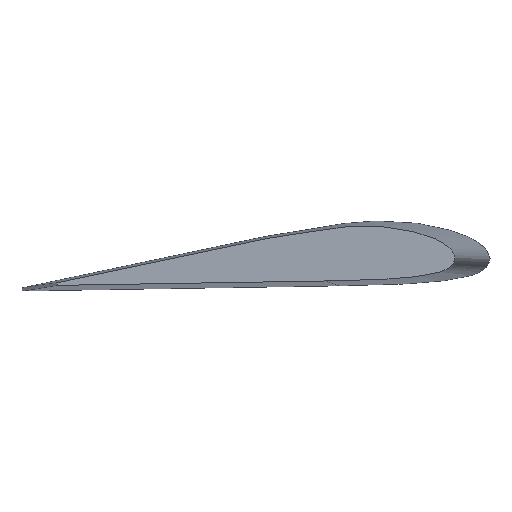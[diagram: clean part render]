
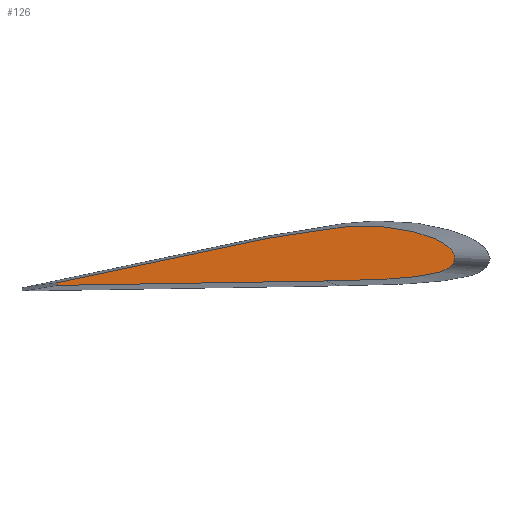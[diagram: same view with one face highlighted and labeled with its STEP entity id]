
A CAD part, left-side view. The second image highlights one B-rep face of the part: STEP entity #126.
In plain terms, the highlighted planar face has unit normal (-1, 0, 0).
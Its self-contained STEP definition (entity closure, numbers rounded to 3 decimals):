
#27=CARTESIAN_POINT('',(-950.,0.,0.));
#28=DIRECTION('',(-1.,0.,0.));
#29=DIRECTION('',(0.,1.,0.));
#30=AXIS2_PLACEMENT_3D('',#27,#28,#29);
#31=PLANE('',#30);
#32=CARTESIAN_POINT('',(-950.,18.988,15.4));
#33=VERTEX_POINT('',#32);
#34=CARTESIAN_POINT('',(-950.,110.788,24.75));
#35=VERTEX_POINT('',#34);
#36=CARTESIAN_POINT('',(-950.,18.988,15.4));
#37=CARTESIAN_POINT('',(-950.,19.303,17.974));
#38=CARTESIAN_POINT('',(-950.,21.686,20.343));
#39=CARTESIAN_POINT('',(-950.,22.878,21.527));
#40=CARTESIAN_POINT('',(-950.,24.586,22.659));
#41=CARTESIAN_POINT('',(-950.,24.896,22.865));
#42=CARTESIAN_POINT('',(-950.,25.171,23.035));
#43=CARTESIAN_POINT('',(-950.,25.773,23.409));
#44=CARTESIAN_POINT('',(-950.,26.454,23.772));
#45=CARTESIAN_POINT('',(-950.,27.477,24.318));
#46=CARTESIAN_POINT('',(-950.,28.678,24.84));
#47=CARTESIAN_POINT('',(-950.,33.484,26.928));
#48=CARTESIAN_POINT('',(-950.,41.148,28.644));
#49=CARTESIAN_POINT('',(-950.,43.292,29.124));
#50=CARTESIAN_POINT('',(-950.,45.113,29.457));
#51=CARTESIAN_POINT('',(-950.,47.128,29.827));
#52=CARTESIAN_POINT('',(-950.,49.185,30.109));
#53=CARTESIAN_POINT('',(-950.,53.299,30.675));
#54=CARTESIAN_POINT('',(-950.,57.578,30.894));
#55=CARTESIAN_POINT('',(-950.,66.138,31.334));
#56=CARTESIAN_POINT('',(-950.,75.363,30.391));
#57=CARTESIAN_POINT('',(-950.,79.976,29.92));
#58=CARTESIAN_POINT('',(-950.,84.754,29.102));
#59=CARTESIAN_POINT('',(-950.,85.147,29.035));
#60=CARTESIAN_POINT('',(-950.,87.595,28.601));
#61=CARTESIAN_POINT('',(-950.,88.519,28.437));
#62=CARTESIAN_POINT('',(-950.,89.406,28.28));
#63=CARTESIAN_POINT('',(-950.,91.624,27.888));
#64=CARTESIAN_POINT('',(-950.,93.612,27.539));
#65=CARTESIAN_POINT('',(-950.,109.52,24.75));
#66=CARTESIAN_POINT('',(-950.,110.788,24.75));
#67=B_SPLINE_CURVE_WITH_KNOTS('',2,(#36,#37,#38,#39,#40,#41,#42,#43,#44,#45,#46,#47,#48,#49,#50,#51,#52,#53,#54,#55,#56,#57,#58,#59,#60,#61,
#62,#63,#64,#65,#66),.UNSPECIFIED.,.F.,.F.,(3,2,2,2,2,2,2,2,2,2,2,2,2,2,2,3),(0.,0.125,0.188,0.198,0.219,0.25,0.375,0.406,0.438,0.5,0.625,0.688,0.706,0.719,0.75,1.),.UNSPECIFIED.);
#68=EDGE_CURVE('',#33,#35,#67,.T.);
#69=ORIENTED_EDGE('',*,*,#68,.T.);
#70=CARTESIAN_POINT('',(-950.,211.513,3.5));
#71=VERTEX_POINT('',#70);
#72=CARTESIAN_POINT('',(-950.,110.788,24.75));
#73=DIRECTION('',(-0.,0.978,-0.206));
#74=VECTOR('',#73,102.942);
#75=LINE('',#72,#74);
#76=EDGE_CURVE('',#35,#71,#75,.T.);
#77=ORIENTED_EDGE('',*,*,#76,.T.);
#78=CARTESIAN_POINT('',(-950.,211.513,2.225));
#79=VERTEX_POINT('',#78);
#80=CARTESIAN_POINT('',(-950.,211.513,3.5));
#81=DIRECTION('',(-0.,-0.,-1.));
#82=VECTOR('',#81,1.275);
#83=LINE('',#80,#82);
#84=EDGE_CURVE('',#71,#79,#83,.T.);
#85=ORIENTED_EDGE('',*,*,#84,.T.);
#86=CARTESIAN_POINT('',(-950.,81.038,4.35));
#87=VERTEX_POINT('',#86);
#88=CARTESIAN_POINT('',(-950.,211.513,2.225));
#89=DIRECTION('',(-0.,-1.,0.016));
#90=VECTOR('',#89,130.492);
#91=LINE('',#88,#90);
#92=EDGE_CURVE('',#79,#87,#91,.T.);
#93=ORIENTED_EDGE('',*,*,#92,.T.);
#94=CARTESIAN_POINT('',(-950.,81.038,4.35));
#95=CARTESIAN_POINT('',(-950.,77.739,4.35));
#96=CARTESIAN_POINT('',(-950.,74.108,4.433));
#97=CARTESIAN_POINT('',(-950.,72.292,4.475));
#98=CARTESIAN_POINT('',(-950.,70.394,4.537));
#99=CARTESIAN_POINT('',(-950.,68.862,4.588));
#100=CARTESIAN_POINT('',(-950.,66.513,4.683));
#101=CARTESIAN_POINT('',(-950.,62.561,4.843));
#102=CARTESIAN_POINT('',(-950.,58.484,4.979));
#103=CARTESIAN_POINT('',(-950.,56.445,5.048));
#104=CARTESIAN_POINT('',(-950.,54.375,5.11));
#105=CARTESIAN_POINT('',(-950.,53.116,5.148));
#106=CARTESIAN_POINT('',(-950.,52.296,5.171));
#107=CARTESIAN_POINT('',(-950.,51.774,5.186));
#108=CARTESIAN_POINT('',(-950.,51.251,5.201));
#109=CARTESIAN_POINT('',(-950.,50.727,5.216));
#110=CARTESIAN_POINT('',(-950.,50.193,5.237));
#111=CARTESIAN_POINT('',(-950.,45.917,5.409));
#112=CARTESIAN_POINT('',(-950.,40.96,6.011));
#113=CARTESIAN_POINT('',(-950.,38.481,6.313));
#114=CARTESIAN_POINT('',(-950.,35.832,6.722));
#115=CARTESIAN_POINT('',(-950.,34.507,6.926));
#116=CARTESIAN_POINT('',(-950.,33.141,7.157));
#117=CARTESIAN_POINT('',(-950.,31.281,7.472));
#118=CARTESIAN_POINT('',(-950.,30.377,7.649));
#119=CARTESIAN_POINT('',(-950.,19.521,9.773));
#120=CARTESIAN_POINT('',(-950.,18.988,15.4));
#121=B_SPLINE_CURVE_WITH_KNOTS('',2,(#94,#95,#96,#97,#98,#99,#100,#101,#102,#103,#104,#105,#106,#107,#108,#109,#110,#111,#112,#113,#114,#115,#116,#117,#118,#119,
#120),.UNSPECIFIED.,.F.,.F.,(3,2,2,2,2,2,2,2,2,2,2,2,2,3),(0.,0.125,0.188,0.25,0.375,0.438,0.469,0.484,0.5,0.625,0.688,0.719,0.75,1.),.UNSPECIFIED.);
#122=EDGE_CURVE('',#87,#33,#121,.T.);
#123=ORIENTED_EDGE('',*,*,#122,.T.);
#124=EDGE_LOOP('',(#69,#77,#85,#93,#123));
#125=FACE_BOUND('',#124,.T.);
#126=ADVANCED_FACE('',(#125),#31,.T.);
